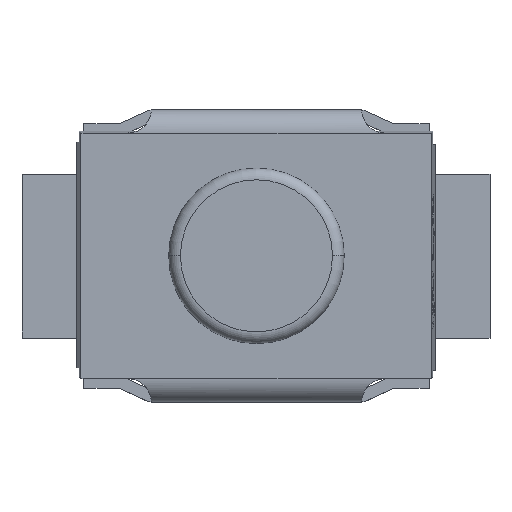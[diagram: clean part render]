
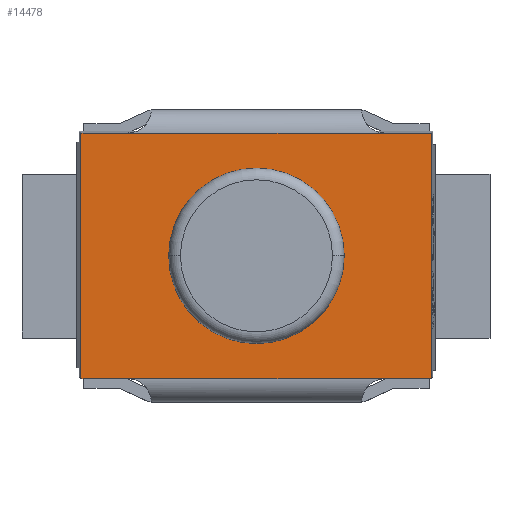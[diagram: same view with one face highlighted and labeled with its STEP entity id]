
A CAD part, top view. The second image highlights one B-rep face of the part: STEP entity #14478.
In plain terms, the highlighted planar face has unit normal (0, 0, 1).
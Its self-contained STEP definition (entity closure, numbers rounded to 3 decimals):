
#1014 = DIRECTION ( 'NONE',  ( 1., 0., 0. ) ) ;
#1370 = LINE ( 'NONE', #6435, #10267 ) ;
#1494 = VERTEX_POINT ( 'NONE', #10244 ) ;
#2108 = LINE ( 'NONE', #6006, #6874 ) ;
#2144 = EDGE_LOOP ( 'NONE', ( #5641, #14626 ) ) ;
#2354 = DIRECTION ( 'NONE',  ( 0., 0., 1. ) ) ;
#2389 = VERTEX_POINT ( 'NONE', #5420 ) ;
#2588 = ORIENTED_EDGE ( 'NONE', *, *, #9553, .T. ) ;
#2722 = ORIENTED_EDGE ( 'NONE', *, *, #15378, .T. ) ;
#2828 = LINE ( 'NONE', #14019, #6694 ) ;
#2977 = VERTEX_POINT ( 'NONE', #12814 ) ;
#3153 = VERTEX_POINT ( 'NONE', #12309 ) ;
#3225 = EDGE_CURVE ( 'NONE', #3153, #16284, #13553, .T. ) ;
#3278 = LINE ( 'NONE', #9257, #4393 ) ;
#3314 = VERTEX_POINT ( 'NONE', #5850 ) ;
#3422 = DIRECTION ( 'NONE',  ( 1., 0., 0. ) ) ;
#3552 = ORIENTED_EDGE ( 'NONE', *, *, #9678, .T. ) ;
#3600 = FACE_BOUND ( 'NONE', #2144, .T. ) ;
#4041 = LINE ( 'NONE', #9017, #4117 ) ;
#4117 = VECTOR ( 'NONE', #10168, 1000. ) ;
#4393 = VECTOR ( 'NONE', #5593, 1000. ) ;
#4913 = LINE ( 'NONE', #9734, #12491 ) ;
#5226 = CIRCLE ( 'NONE', #7058, 0.75 ) ;
#5420 = CARTESIAN_POINT ( 'NONE',  ( -1.1, 1.05, 0. ) ) ;
#5428 = CARTESIAN_POINT ( 'NONE',  ( 1.1, -1.05, 0. ) ) ;
#5550 = ORIENTED_EDGE ( 'NONE', *, *, #9946, .T. ) ;
#5593 = DIRECTION ( 'NONE',  ( 1., 0., 0. ) ) ;
#5634 = CIRCLE ( 'NONE', #10141, 0.75 ) ;
#5641 = ORIENTED_EDGE ( 'NONE', *, *, #14170, .F. ) ;
#5684 = DIRECTION ( 'NONE',  ( 1., 0., 0. ) ) ;
#5850 = CARTESIAN_POINT ( 'NONE',  ( 1.5, -1.05, 0. ) ) ;
#6006 = CARTESIAN_POINT ( 'NONE',  ( -1.5, 1.25, 0. ) ) ;
#6296 = CARTESIAN_POINT ( 'NONE',  ( 0., 0., 0. ) ) ;
#6435 = CARTESIAN_POINT ( 'NONE',  ( -1.5, 1.05, 0. ) ) ;
#6562 = AXIS2_PLACEMENT_3D ( 'NONE', #12307, #2354, #1014 ) ;
#6655 = ORIENTED_EDGE ( 'NONE', *, *, #3225, .T. ) ;
#6694 = VECTOR ( 'NONE', #10462, 1000. ) ;
#6874 = VECTOR ( 'NONE', #9983, 1000. ) ;
#7058 = AXIS2_PLACEMENT_3D ( 'NONE', #6296, #15215, #11523 ) ;
#7079 = VERTEX_POINT ( 'NONE', #10323 ) ;
#7643 = EDGE_CURVE ( 'NONE', #8081, #7079, #5634, .T. ) ;
#8018 = EDGE_CURVE ( 'NONE', #2977, #12884, #16222, .T. ) ;
#8081 = VERTEX_POINT ( 'NONE', #12621 ) ;
#8127 = ORIENTED_EDGE ( 'NONE', *, *, #11584, .T. ) ;
#8333 = DIRECTION ( 'NONE',  ( 0., 0., 1. ) ) ;
#8447 = CARTESIAN_POINT ( 'NONE',  ( 1.1, 1.05, 0. ) ) ;
#8527 = ORIENTED_EDGE ( 'NONE', *, *, #14440, .F. ) ;
#8568 = VECTOR ( 'NONE', #3422, 1000. ) ;
#8653 = DIRECTION ( 'NONE',  ( -1., 0., 0. ) ) ;
#9017 = CARTESIAN_POINT ( 'NONE',  ( 1.5, 1.25, 0. ) ) ;
#9182 = VECTOR ( 'NONE', #11073, 1000. ) ;
#9257 = CARTESIAN_POINT ( 'NONE',  ( -1.5, -1.05, 0. ) ) ;
#9553 = EDGE_CURVE ( 'NONE', #3314, #3153, #4041, .T. ) ;
#9678 = EDGE_CURVE ( 'NONE', #12120, #3314, #3278, .T. ) ;
#9734 = CARTESIAN_POINT ( 'NONE',  ( 1.5, 1.05, 0. ) ) ;
#9946 = EDGE_CURVE ( 'NONE', #16284, #2389, #4913, .T. ) ;
#9983 = DIRECTION ( 'NONE',  ( 0., -1., 0. ) ) ;
#10141 = AXIS2_PLACEMENT_3D ( 'NONE', #15602, #8333, #5684 ) ;
#10168 = DIRECTION ( 'NONE',  ( 0., 1., 0. ) ) ;
#10244 = CARTESIAN_POINT ( 'NONE',  ( -1.5, 1.05, 0. ) ) ;
#10267 = VECTOR ( 'NONE', #11345, 1000. ) ;
#10323 = CARTESIAN_POINT ( 'NONE',  ( -0.75, 0., 0. ) ) ;
#10462 = DIRECTION ( 'NONE',  ( 1., 0., 0. ) ) ;
#10528 = ORIENTED_EDGE ( 'NONE', *, *, #8018, .T. ) ;
#11073 = DIRECTION ( 'NONE',  ( -1., 0., 0. ) ) ;
#11345 = DIRECTION ( 'NONE',  ( 1., 0., 0. ) ) ;
#11523 = DIRECTION ( 'NONE',  ( 1., 0., 0. ) ) ;
#11584 = EDGE_CURVE ( 'NONE', #12884, #12120, #2828, .T. ) ;
#12120 = VERTEX_POINT ( 'NONE', #5428 ) ;
#12307 = CARTESIAN_POINT ( 'NONE',  ( 0., 0., 0. ) ) ;
#12309 = CARTESIAN_POINT ( 'NONE',  ( 1.5, 1.05, 0. ) ) ;
#12382 = PLANE ( 'NONE',  #6562 ) ;
#12491 = VECTOR ( 'NONE', #8653, 1000. ) ;
#12621 = CARTESIAN_POINT ( 'NONE',  ( 0.75, 0., 0. ) ) ;
#12698 = EDGE_LOOP ( 'NONE', ( #2722, #10528, #8127, #3552, #2588, #6655, #5550, #8527 ) ) ;
#12814 = CARTESIAN_POINT ( 'NONE',  ( -1.5, -1.05, 0. ) ) ;
#12884 = VERTEX_POINT ( 'NONE', #15930 ) ;
#13553 = LINE ( 'NONE', #14939, #9182 ) ;
#14019 = CARTESIAN_POINT ( 'NONE',  ( -1.5, -1.05, 0. ) ) ;
#14170 = EDGE_CURVE ( 'NONE', #7079, #8081, #5226, .T. ) ;
#14440 = EDGE_CURVE ( 'NONE', #1494, #2389, #1370, .T. ) ;
#14478 = ADVANCED_FACE ( 'NONE', ( #3600, #14855 ), #12382, .T. ) ;
#14626 = ORIENTED_EDGE ( 'NONE', *, *, #7643, .F. ) ;
#14845 = CARTESIAN_POINT ( 'NONE',  ( -1.5, -1.05, 0. ) ) ;
#14855 = FACE_OUTER_BOUND ( 'NONE', #12698, .T. ) ;
#14939 = CARTESIAN_POINT ( 'NONE',  ( 1.5, 1.05, 0. ) ) ;
#15215 = DIRECTION ( 'NONE',  ( 0., 0., 1. ) ) ;
#15378 = EDGE_CURVE ( 'NONE', #1494, #2977, #2108, .T. ) ;
#15602 = CARTESIAN_POINT ( 'NONE',  ( 0., 0., 0. ) ) ;
#15930 = CARTESIAN_POINT ( 'NONE',  ( -1.1, -1.05, 0. ) ) ;
#16222 = LINE ( 'NONE', #14845, #8568 ) ;
#16284 = VERTEX_POINT ( 'NONE', #8447 ) ;
